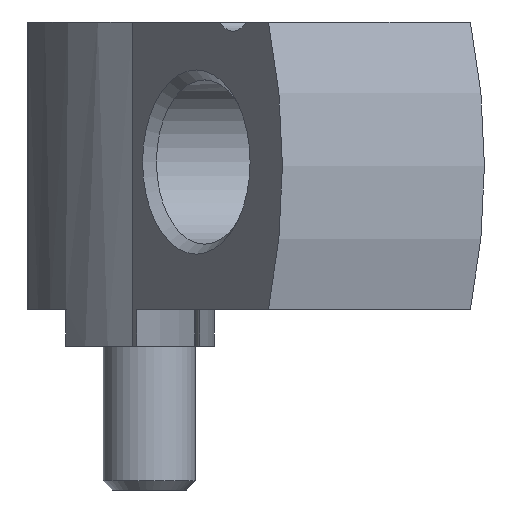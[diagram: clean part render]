
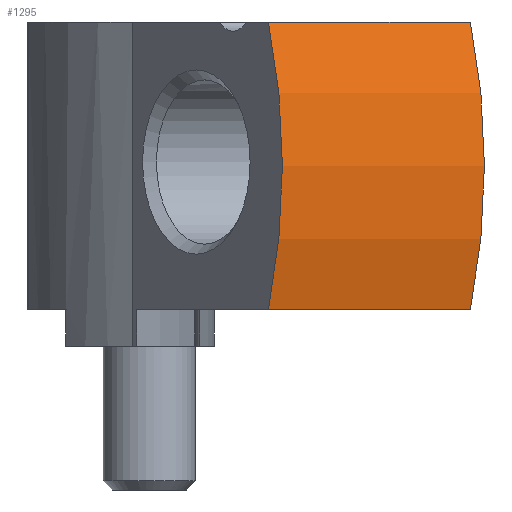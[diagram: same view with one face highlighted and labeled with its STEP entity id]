
A CAD part, left-side view. The second image highlights one B-rep face of the part: STEP entity #1295.
In plain terms, the highlighted cylindrical face has radius 24 mm (diameter 48 mm), a partial arc.
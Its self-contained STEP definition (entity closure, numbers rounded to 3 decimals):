
#72=LINE('',#2101,#150);
#87=LINE('',#2154,#165);
#150=VECTOR('',#1649,1000.);
#165=VECTOR('',#1712,1000.);
#365=ORIENTED_EDGE('',*,*,#664,.T.);
#366=ORIENTED_EDGE('',*,*,#675,.F.);
#367=ORIENTED_EDGE('',*,*,#668,.T.);
#368=ORIENTED_EDGE('',*,*,#647,.T.);
#647=EDGE_CURVE('',#821,#822,#72,.T.);
#664=EDGE_CURVE('',#822,#831,#938,.F.);
#668=EDGE_CURVE('',#833,#821,#941,.F.);
#675=EDGE_CURVE('',#833,#831,#87,.T.);
#821=VERTEX_POINT('',#2102);
#822=VERTEX_POINT('',#2103);
#831=VERTEX_POINT('',#2135);
#833=VERTEX_POINT('',#2142);
#938=CIRCLE('',#1436,24.);
#941=CIRCLE('',#1440,24.);
#1031=EDGE_LOOP('',(#365,#366,#367,#368));
#1149=FACE_BOUND('',#1031,.T.);
#1254=CYLINDRICAL_SURFACE('',#1449,24.);
#1295=ADVANCED_FACE('',(#1149),#1254,.T.);
#1436=AXIS2_PLACEMENT_3D('',#2134,#1683,#1684);
#1440=AXIS2_PLACEMENT_3D('',#2141,#1692,#1693);
#1449=AXIS2_PLACEMENT_3D('',#2155,#1713,#1714);
#1649=DIRECTION('',(0.,-1.,0.));
#1683=DIRECTION('',(0.,-1.,0.));
#1684=DIRECTION('',(0.,0.,-1.));
#1692=DIRECTION('',(0.,1.,0.));
#1693=DIRECTION('',(0.,0.,1.));
#1712=DIRECTION('',(0.,-1.,0.));
#1713=DIRECTION('',(0.,-1.,0.));
#1714=DIRECTION('',(0.,0.,-1.));
#2101=CARTESIAN_POINT('',(18.204,10.,0.));
#2102=CARTESIAN_POINT('',(18.204,8.374,0.));
#2103=CARTESIAN_POINT('',(18.204,-5.126,0.));
#2134=CARTESIAN_POINT('',(-4.494,-5.126,-7.8));
#2135=CARTESIAN_POINT('',(18.204,-5.126,-15.6));
#2141=CARTESIAN_POINT('',(-4.494,8.374,-7.8));
#2142=CARTESIAN_POINT('',(18.204,8.374,-15.6));
#2154=CARTESIAN_POINT('',(18.204,10.,-15.6));
#2155=CARTESIAN_POINT('',(-4.494,10.,-7.8));
